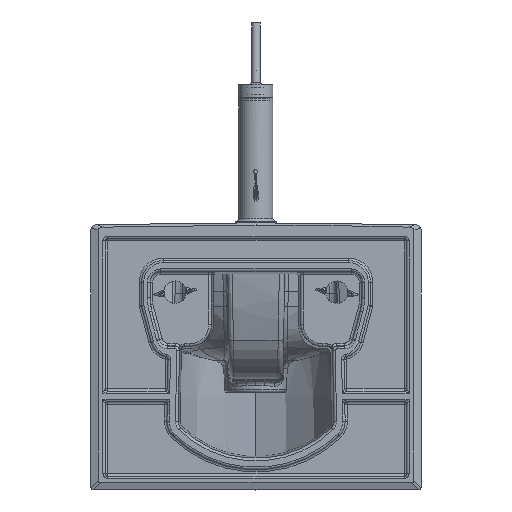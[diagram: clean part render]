
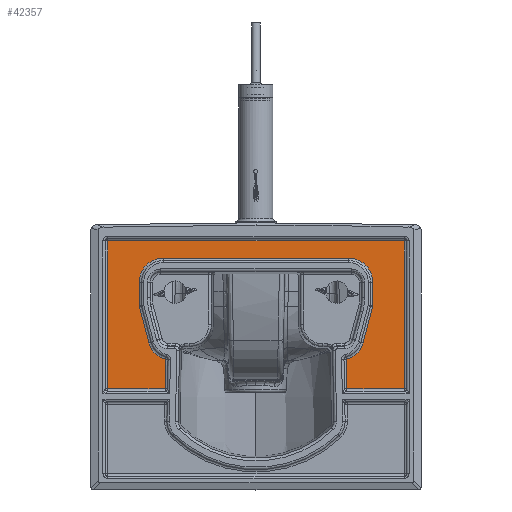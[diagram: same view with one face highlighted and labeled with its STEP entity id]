
A CAD part, left-side view. The second image highlights one B-rep face of the part: STEP entity #42357.
In plain terms, the highlighted planar face has unit normal (-1, -0.002, 0).
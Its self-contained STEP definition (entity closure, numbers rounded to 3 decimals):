
#28998=CARTESIAN_POINT('',(3.,-100.444,-149.384));
#28999=VERTEX_POINT('',#28998);
#29024=CARTESIAN_POINT('',(3.,-119.083,-131.453));
#29025=VERTEX_POINT('',#29024);
#29026=CARTESIAN_POINT('',(3.,-94.93,-125.0));
#29027=DIRECTION('',(-1.0,0.0,0.0));
#29028=DIRECTION('',(0.0,1.0,0.0));
#29029=AXIS2_PLACEMENT_3D('',#29026,#29027,#29028);
#29030=CIRCLE('',#29029,25.0);
#29031=EDGE_CURVE('',#29025,#28999,#29030,.F.);
#29050=CARTESIAN_POINT('',(3.,-129.797,-91.35));
#29051=VERTEX_POINT('',#29050);
#29052=CARTESIAN_POINT('',(3.,-129.797,-91.35));
#29053=DIRECTION('',(0.0,0.258,-0.966));
#29054=VECTOR('',#29053,41.509);
#29055=LINE('',#29052,#29054);
#29056=EDGE_CURVE('',#29051,#29025,#29055,.T.);
#29075=CARTESIAN_POINT('',(3.,-130.0,-89.801));
#29076=VERTEX_POINT('',#29075);
#29077=CARTESIAN_POINT('',(3.,-124.0,-89.801));
#29078=DIRECTION('',(-1.0,0.0,0.0));
#29079=DIRECTION('',(0.0,1.0,0.0));
#29080=AXIS2_PLACEMENT_3D('',#29077,#29078,#29079);
#29081=CIRCLE('',#29080,6.);
#29082=EDGE_CURVE('',#29076,#29051,#29081,.F.);
#29101=CARTESIAN_POINT('',(3.,-130.0,-64.));
#29102=VERTEX_POINT('',#29101);
#29103=CARTESIAN_POINT('',(3.,-130.0,-64.));
#29104=DIRECTION('',(0.0,0.0,-1.0));
#29105=VECTOR('',#29104,25.801);
#29106=LINE('',#29103,#29105);
#29107=EDGE_CURVE('',#29102,#29076,#29106,.T.);
#29126=CARTESIAN_POINT('',(3.,-103.0,-37.0));
#29127=VERTEX_POINT('',#29126);
#29128=CARTESIAN_POINT('',(3.,-103.0,-64.0));
#29129=DIRECTION('',(-1.0,0.0,0.0));
#29130=DIRECTION('',(0.0,1.0,0.0));
#29131=AXIS2_PLACEMENT_3D('',#29128,#29129,#29130);
#29132=CIRCLE('',#29131,27.0);
#29133=EDGE_CURVE('',#29127,#29102,#29132,.F.);
#29152=CARTESIAN_POINT('',(3.,103.,-37.0));
#29153=VERTEX_POINT('',#29152);
#29154=CARTESIAN_POINT('',(3.,-103.0,-37.0));
#29155=DIRECTION('',(0.0,1.0,0.0));
#29156=VECTOR('',#29155,206.);
#29157=LINE('',#29154,#29156);
#29158=EDGE_CURVE('',#29153,#29127,#29157,.F.);
#29177=CARTESIAN_POINT('',(3.,130.0,-64.0));
#29178=VERTEX_POINT('',#29177);
#29179=CARTESIAN_POINT('',(3.,103.0,-64.0));
#29180=DIRECTION('',(-1.0,0.0,0.0));
#29181=DIRECTION('',(0.0,1.0,0.0));
#29182=AXIS2_PLACEMENT_3D('',#29179,#29180,#29181);
#29183=CIRCLE('',#29182,27.0);
#29184=EDGE_CURVE('',#29178,#29153,#29183,.F.);
#29203=CARTESIAN_POINT('',(3.,130.0,-89.801));
#29204=VERTEX_POINT('',#29203);
#29205=CARTESIAN_POINT('',(3.,130.0,-64.0));
#29206=DIRECTION('',(0.0,0.0,-1.0));
#29207=VECTOR('',#29206,25.801);
#29208=LINE('',#29205,#29207);
#29209=EDGE_CURVE('',#29204,#29178,#29208,.F.);
#29228=CARTESIAN_POINT('',(3.,129.797,-91.35));
#29229=VERTEX_POINT('',#29228);
#29230=CARTESIAN_POINT('',(3.,124.0,-89.801));
#29231=DIRECTION('',(-1.0,0.0,0.0));
#29232=DIRECTION('',(0.0,1.0,0.0));
#29233=AXIS2_PLACEMENT_3D('',#29230,#29231,#29232);
#29234=CIRCLE('',#29233,6.);
#29235=EDGE_CURVE('',#29229,#29204,#29234,.F.);
#29254=CARTESIAN_POINT('',(3.,119.083,-131.453));
#29255=VERTEX_POINT('',#29254);
#29256=CARTESIAN_POINT('',(3.,129.797,-91.35));
#29257=DIRECTION('',(0.0,-0.258,-0.966));
#29258=VECTOR('',#29257,41.509);
#29259=LINE('',#29256,#29258);
#29260=EDGE_CURVE('',#29255,#29229,#29259,.F.);
#29279=CARTESIAN_POINT('',(3.,100.444,-149.384));
#29280=VERTEX_POINT('',#29279);
#29281=CARTESIAN_POINT('',(3.,94.93,-125.0));
#29282=DIRECTION('',(-1.0,0.0,0.0));
#29283=DIRECTION('',(0.0,1.0,0.0));
#29284=AXIS2_PLACEMENT_3D('',#29281,#29282,#29283);
#29285=CIRCLE('',#29284,25.0);
#29286=EDGE_CURVE('',#29280,#29255,#29285,.F.);
#29320=CARTESIAN_POINT('',(3.,101.043,-182.505));
#29321=VERTEX_POINT('',#29320);
#29331=CARTESIAN_POINT('',(3.,100.444,-149.384));
#29332=DIRECTION('',(0.0,0.018,-1.));
#29333=VECTOR('',#29332,33.126);
#29334=LINE('',#29331,#29333);
#29335=EDGE_CURVE('',#29321,#29280,#29334,.F.);
#29396=CARTESIAN_POINT('',(3.,165.0,-182.505));
#29397=VERTEX_POINT('',#29396);
#29398=CARTESIAN_POINT('',(3.,165.0,-182.505));
#29399=DIRECTION('',(0.0,-1.0,0.0));
#29400=VECTOR('',#29399,63.957);
#29401=LINE('',#29398,#29400);
#29402=EDGE_CURVE('',#29321,#29397,#29401,.F.);
#29485=CARTESIAN_POINT('',(3.,165.0,-18.0));
#29486=VERTEX_POINT('',#29485);
#29487=CARTESIAN_POINT('',(3.,165.0,-18.0));
#29488=DIRECTION('',(0.0,0.0,-1.0));
#29489=VECTOR('',#29488,164.505);
#29490=LINE('',#29487,#29489);
#29491=EDGE_CURVE('',#29397,#29486,#29490,.F.);
#29528=CARTESIAN_POINT('',(3.,-165.0,-18.0));
#29529=VERTEX_POINT('',#29528);
#29530=CARTESIAN_POINT('',(3.,-165.0,-18.0));
#29531=DIRECTION('',(0.0,1.0,0.0));
#29532=VECTOR('',#29531,330.0);
#29533=LINE('',#29530,#29532);
#29534=EDGE_CURVE('',#29486,#29529,#29533,.F.);
#29568=CARTESIAN_POINT('',(3.,-165.0,-182.505));
#29569=VERTEX_POINT('',#29568);
#29579=CARTESIAN_POINT('',(3.,-165.0,-18.0));
#29580=DIRECTION('',(0.0,0.0,-1.0));
#29581=VECTOR('',#29580,164.505);
#29582=LINE('',#29579,#29581);
#29583=EDGE_CURVE('',#29529,#29569,#29582,.T.);
#29644=CARTESIAN_POINT('',(3.,-101.043,-182.505));
#29645=VERTEX_POINT('',#29644);
#29646=CARTESIAN_POINT('',(3.,-101.043,-182.505));
#29647=DIRECTION('',(0.0,-1.0,0.0));
#29648=VECTOR('',#29647,63.957);
#29649=LINE('',#29646,#29648);
#29650=EDGE_CURVE('',#29569,#29645,#29649,.F.);
#29733=CARTESIAN_POINT('',(3.,-101.043,-182.505));
#29734=DIRECTION('',(0.0,0.018,1.));
#29735=VECTOR('',#29734,33.126);
#29736=LINE('',#29733,#29735);
#29737=EDGE_CURVE('',#28999,#29645,#29736,.F.);
#42332=CARTESIAN_POINT('',(3.,0.0,0.0));
#42333=DIRECTION('',(-1.0,0.0,0.0));
#42334=DIRECTION('',(0.0,0.0,1.0));
#42335=AXIS2_PLACEMENT_3D('',#42332,#42333,#42334);
#42336=PLANE('',#42335);
#42337=ORIENTED_EDGE('',*,*,#29335,.T.);
#42338=ORIENTED_EDGE('',*,*,#29286,.T.);
#42339=ORIENTED_EDGE('',*,*,#29260,.T.);
#42340=ORIENTED_EDGE('',*,*,#29235,.T.);
#42341=ORIENTED_EDGE('',*,*,#29209,.T.);
#42342=ORIENTED_EDGE('',*,*,#29184,.T.);
#42343=ORIENTED_EDGE('',*,*,#29158,.T.);
#42344=ORIENTED_EDGE('',*,*,#29133,.T.);
#42345=ORIENTED_EDGE('',*,*,#29107,.T.);
#42346=ORIENTED_EDGE('',*,*,#29082,.T.);
#42347=ORIENTED_EDGE('',*,*,#29056,.T.);
#42348=ORIENTED_EDGE('',*,*,#29031,.T.);
#42349=ORIENTED_EDGE('',*,*,#29737,.T.);
#42350=ORIENTED_EDGE('',*,*,#29650,.F.);
#42351=ORIENTED_EDGE('',*,*,#29583,.F.);
#42352=ORIENTED_EDGE('',*,*,#29534,.F.);
#42353=ORIENTED_EDGE('',*,*,#29491,.F.);
#42354=ORIENTED_EDGE('',*,*,#29402,.F.);
#42355=EDGE_LOOP('',(#42337,#42338,#42339,#42340,#42341,#42342,#42343,#42344,#42345,#42346,#42347,#42348,#42349,#42350,#42351,#42352,#42353,#42354));
#42356=FACE_OUTER_BOUND('',#42355,.T.);
#42357=ADVANCED_FACE('',(#42356),#42336,.T.);
